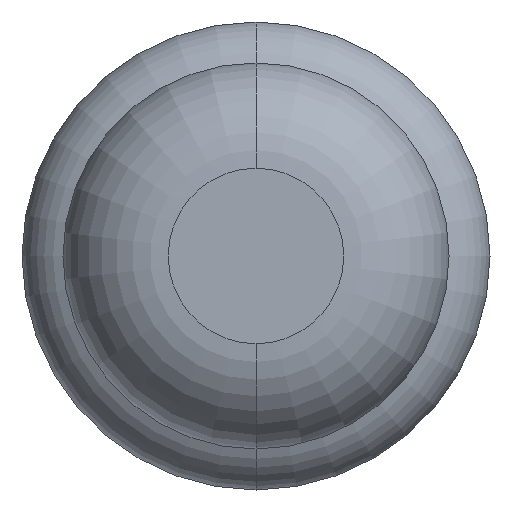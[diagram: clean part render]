
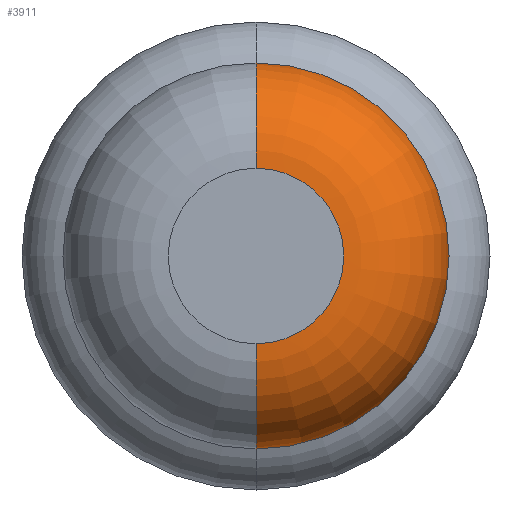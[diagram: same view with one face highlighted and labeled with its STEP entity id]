
A CAD part, front view. The second image highlights one B-rep face of the part: STEP entity #3911.
In plain terms, the highlighted toroidal (fillet/blend) face has major radius 0.375 mm and minor radius 0.45 mm.
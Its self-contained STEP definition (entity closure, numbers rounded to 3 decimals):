
#266 = CARTESIAN_POINT ( 'NONE',  ( 0., -25.55, 0.825 ) ) ;
#271 = DIRECTION ( 'NONE',  ( 0., 1., 0. ) ) ;
#333 = EDGE_LOOP ( 'NONE', ( #1018, #1564, #3084, #507 ) ) ;
#351 = CIRCLE ( 'NONE', #3407, 0.45 ) ;
#430 = DIRECTION ( 'NONE',  ( 0., 0., -1. ) ) ;
#507 = ORIENTED_EDGE ( 'NONE', *, *, #2408, .F. ) ;
#533 = AXIS2_PLACEMENT_3D ( 'NONE', #3999, #3990, #772 ) ;
#574 = DIRECTION ( 'NONE',  ( -1., 0., 0. ) ) ;
#589 = CARTESIAN_POINT ( 'NONE',  ( 0., -26., 0.375 ) ) ;
#772 = DIRECTION ( 'NONE',  ( 0., 0., 1. ) ) ;
#792 = DIRECTION ( 'NONE',  ( 1., 0., 0. ) ) ;
#1018 = ORIENTED_EDGE ( 'NONE', *, *, #1479, .T. ) ;
#1079 = FACE_OUTER_BOUND ( 'NONE', #333, .T. ) ;
#1303 = CARTESIAN_POINT ( 'NONE',  ( 0., -26., -0.375 ) ) ;
#1360 = DIRECTION ( 'NONE',  ( 0., 0., 1. ) ) ;
#1479 = EDGE_CURVE ( 'Defeature ausgef�hrt1_8+Defeature ausgef�hrt1_7+Defeature ausgef�hrt1_7+Defeature ausgef�hrt1_7', #1527, #1606, #4060, .T. ) ;
#1526 = DIRECTION ( 'NONE',  ( 0., 0., 1. ) ) ;
#1527 = VERTEX_POINT ( 'NONE', #589 ) ;
#1536 = DIRECTION ( 'NONE',  ( 0., 0., 1. ) ) ;
#1564 = ORIENTED_EDGE ( 'NONE', *, *, #3476, .T. ) ;
#1606 = VERTEX_POINT ( 'NONE', #1303 ) ;
#1871 = CARTESIAN_POINT ( 'NONE',  ( 0., -26., 0. ) ) ;
#1912 = VERTEX_POINT ( 'NONE', #4140 ) ;
#1944 = AXIS2_PLACEMENT_3D ( 'NONE', #3681, #792, #430 ) ;
#2301 = AXIS2_PLACEMENT_3D ( 'NONE', #2995, #3599, #1360 ) ;
#2408 = EDGE_CURVE ( 'NONE', #1527, #3252, #351, .T. ) ;
#2793 = AXIS2_PLACEMENT_3D ( 'NONE', #1871, #271, #1526 ) ;
#2995 = CARTESIAN_POINT ( 'NONE',  ( 0., -25.55, 0. ) ) ;
#3084 = ORIENTED_EDGE ( 'NONE', *, *, #4206, .F. ) ;
#3155 = CARTESIAN_POINT ( 'NONE',  ( 0., -25.55, 0.375 ) ) ;
#3251 = TOROIDAL_SURFACE ( 'NONE', #533, 0.375, 0.45 ) ;
#3252 = VERTEX_POINT ( 'NONE', #266 ) ;
#3407 = AXIS2_PLACEMENT_3D ( 'NONE', #3155, #574, #1536 ) ;
#3459 = CIRCLE ( 'NONE', #2301, 0.825 ) ;
#3476 = EDGE_CURVE ( 'NONE', #1606, #1912, #3775, .T. ) ;
#3599 = DIRECTION ( 'NONE',  ( 0., 1., 0. ) ) ;
#3681 = CARTESIAN_POINT ( 'NONE',  ( 0., -25.55, -0.375 ) ) ;
#3775 = CIRCLE ( 'NONE', #1944, 0.45 ) ;
#3911 = ADVANCED_FACE ( 'Defeature ausgef�hrt1_8', ( #1079 ), #3251, .T. ) ;
#3990 = DIRECTION ( 'NONE',  ( 0., 1., 0. ) ) ;
#3999 = CARTESIAN_POINT ( 'NONE',  ( 0., -25.55, 0. ) ) ;
#4060 = CIRCLE ( 'NONE', #2793, 0.375 ) ;
#4140 = CARTESIAN_POINT ( 'NONE',  ( 0., -25.55, -0.825 ) ) ;
#4206 = EDGE_CURVE ( 'Defeature ausgef�hrt1_9+Defeature ausgef�hrt1_8+Defeature ausgef�hrt1_8+Defeature ausgef�hrt1_8', #3252, #1912, #3459, .T. ) ;
